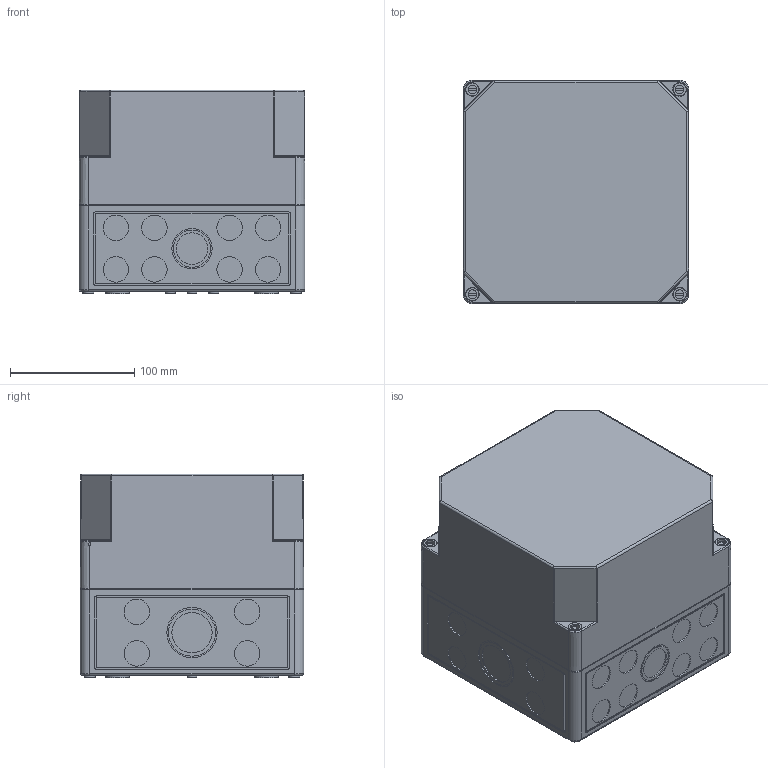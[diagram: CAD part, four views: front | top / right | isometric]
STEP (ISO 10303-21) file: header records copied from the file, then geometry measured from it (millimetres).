
FILE_DESCRIPTION( ( 'STEP AP214' ), ' ' );
FILE_NAME( '10700701.stp', '2016-02-23T17:27:21', ( '' ), ( '' ), ' ', 'PARTsolutions', ' ' );
FILE_SCHEMA( ( 'AUTOMOTIVE_DESIGN { 1 0 10303 214 1 1 1 1 }' ) );
Length unit declared in the file: millimetre
Products named in the file (4): 10700701; _Kasten_TK1818-m; _Deckel_TK1818-16-t; _Schraube_TK58mm-schwarz
Assembly tree (6 placements, depth 2):
  10700701
    _Kasten_TK1818-m
    _Deckel_TK1818-16-t
    _Schraube_TK58mm-schwarz  x4
Bounding box: 182 x 180 x 164.2 mm (x, y, z)
Volume: 645200.6 mm3; surface area: 387767.8 mm2
Topology: 6 solids, 6 shells, 937 faces, 2276 edges, 1492 vertices
Faces by surface type: plane 609, cylinder 262, cone 54, torus 12
Full cylindrical faces by diameter (mm): 2.2 x2, 3.4 x6, 5 x4, 5.8 x8, 7 x4, 8 x6, 8.376 x4, 9 x4, 10.5 x4, 14 x4, 17 x4, 19 x4, 20.5 x24, 25.5 x2, 29.96 x2, 32.5 x4, 37.96 x2, 40.5 x2
Entity records: 26153 total; most frequent: CARTESIAN_POINT 3674, DIRECTION 3589, ORIENTED_EDGE 3214, EDGE_CURVE 1607, AXIS2_PLACEMENT_3D 1302, VERTEX_POINT 1115, LINE 985, VECTOR 985
